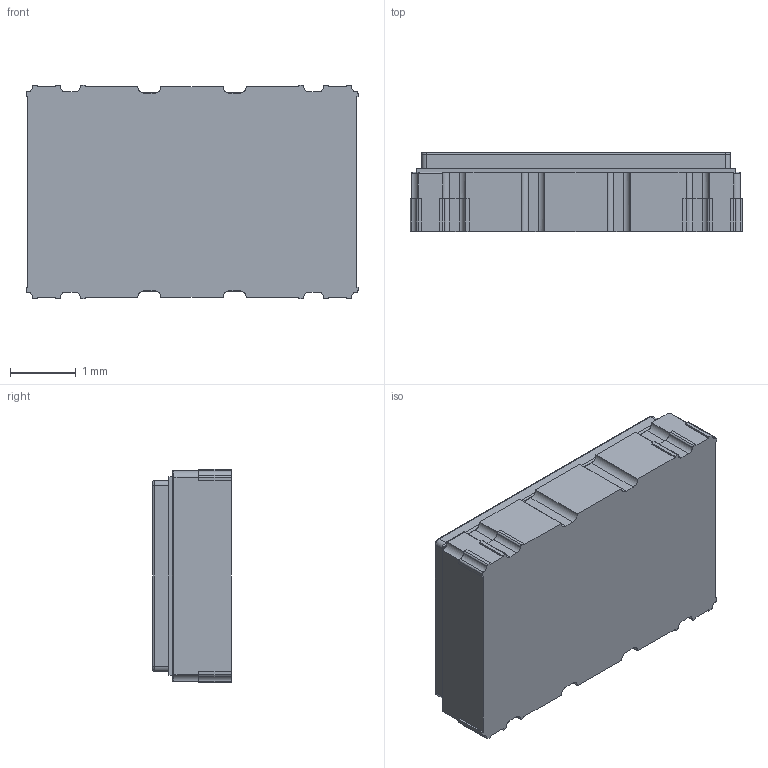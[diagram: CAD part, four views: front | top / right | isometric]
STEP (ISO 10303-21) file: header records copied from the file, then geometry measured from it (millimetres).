
FILE_DESCRIPTION (( 'STEP AP214' ), '1' );
FILE_NAME ('CTS 532.STEP', '2016-01-06T20:34:21', ( '' ), ( '' ), 'SwSTEP 2.0', 'SolidWorks 2015', '' );
FILE_SCHEMA (( 'AUTOMOTIVE_DESIGN' ));
Length unit declared in the file: millimetre
Products named in the file (1): CTS 532
Bounding box: 5.05 x 1.2 x 3.25 mm (x, y, z)
Volume: 18.3 mm3; surface area: 51.7 mm2
Topology: 1 solids, 1 shells, 163 faces, 450 edges, 290 vertices
Faces by surface type: plane 95, cylinder 60, torus 8
Entity records: 6472 total; most frequent: CARTESIAN_POINT 1066, DIRECTION 904, ORIENTED_EDGE 900, EDGE_CURVE 450, AXIS2_PLACEMENT_3D 306, LINE 292, VECTOR 292, VERTEX_POINT 290
